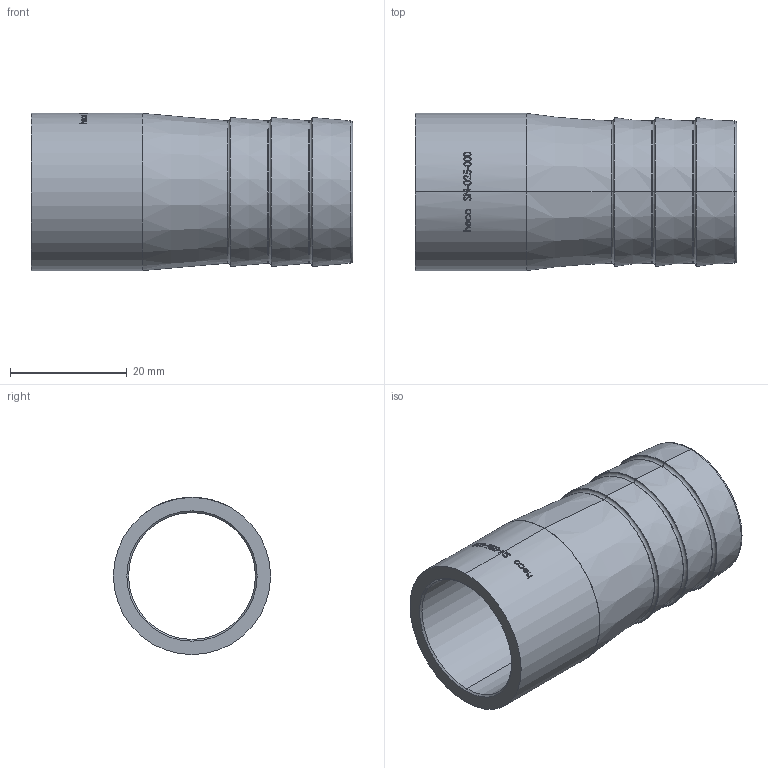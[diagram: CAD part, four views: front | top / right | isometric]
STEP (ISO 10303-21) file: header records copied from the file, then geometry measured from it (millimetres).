
FILE_DESCRIPTION (( 'STEP AP214' ), '1' );
FILE_NAME ('SN-025-000-x Anschweiß-Schlauchnippel 1805.STEP', '2018-05-23T09:56:35', ( '' ), ( '' ), 'SwSTEP 2.0', 'SolidWorks 2016', '' );
FILE_SCHEMA (( 'AUTOMOTIVE_DESIGN' ));
Length unit declared in the file: millimetre
Products named in the file (1): SN-025-000-x Anschweiß-Schlauchnippel 1805
Bounding box: 55 x 26.9 x 26.9 mm (x, y, z)
Volume: 8407.8 mm3; surface area: 8553.7 mm2
Topology: 1 solids, 1 shells, 205 faces, 518 edges, 334 vertices
Faces by surface type: bspline 111, plane 36, cylinder 24, cone 18, torus 16
Entity records: 16506 total; most frequent: CARTESIAN_POINT 10724, ORIENTED_EDGE 1036, EDGE_CURVE 518, DIRECTION 459, B_SPLINE_CURVE_WITH_KNOTS 345, VERTEX_POINT 334, EDGE_LOOP 226, FACE_OUTER_BOUND 205
